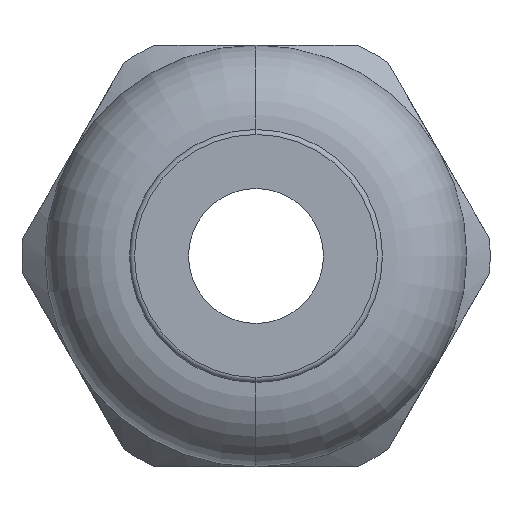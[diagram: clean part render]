
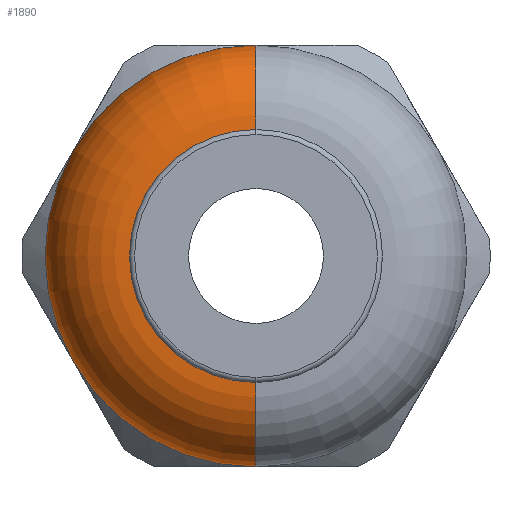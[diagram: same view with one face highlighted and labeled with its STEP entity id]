
A CAD part, left-side view. The second image highlights one B-rep face of the part: STEP entity #1890.
In plain terms, the highlighted toroidal (fillet/blend) face has major radius 5.715 mm and minor radius 3.81 mm.
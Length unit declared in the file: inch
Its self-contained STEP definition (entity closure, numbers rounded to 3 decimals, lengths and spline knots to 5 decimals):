
#1831 = VERTEX_POINT ( 'NONE', #3335 ) ;
#1832 = ORIENTED_EDGE ( 'NONE', *, *, #1833, .T. ) ;
#1833 = EDGE_CURVE ( 'NONE', #1831, #1834, #3334, .T. ) ;
#1834 = VERTEX_POINT ( 'NONE', #3329 ) ;
#1835 = ORIENTED_EDGE ( 'NONE', *, *, #1836, .F. ) ;
#1836 = EDGE_CURVE ( 'NONE', #1895, #1834, #3328, .T. ) ;
#1890 = ADVANCED_FACE ( 'NONE', ( #3464 ), #3463, .T. ) ;
#1891 = EDGE_LOOP ( 'NONE', ( #1892, #1896, #1832, #1835 ) ) ;
#1892 = ORIENTED_EDGE ( 'NONE', *, *, #1893, .F. ) ;
#1893 = EDGE_CURVE ( 'NONE', #1894, #1895, #3457, .T. ) ;
#1894 = VERTEX_POINT ( 'NONE', #3453 ) ;
#1895 = VERTEX_POINT ( 'NONE', #3452 ) ;
#1896 = ORIENTED_EDGE ( 'NONE', *, *, #1897, .T. ) ;
#1897 = EDGE_CURVE ( 'NONE', #1894, #1831, #3450, .T. ) ;
#3324 = DIRECTION ( 'NONE',  ( 0., 0., -1. ) ) ;
#3325 = DIRECTION ( 'NONE',  ( 0., -1., 0. ) ) ;
#3326 = CARTESIAN_POINT ( 'NONE',  ( -1.03, 0., 0.225 ) ) ;
#3327 = AXIS2_PLACEMENT_3D ( 'NONE', #3326, #3325, #3324 ) ;
#3328 = CIRCLE ( 'NONE', #3327, 0.15 ) ;
#3329 = CARTESIAN_POINT ( 'NONE',  ( -1.18, 0., 0.225 ) ) ;
#3330 = DIRECTION ( 'NONE',  ( 0., 0., -1. ) ) ;
#3331 = DIRECTION ( 'NONE',  ( 1., 0., 0. ) ) ;
#3332 = CARTESIAN_POINT ( 'NONE',  ( -1.18, 0., 0. ) ) ;
#3333 = AXIS2_PLACEMENT_3D ( 'NONE', #3332, #3331, #3330 ) ;
#3334 = CIRCLE ( 'NONE', #3333, 0.225 ) ;
#3335 = CARTESIAN_POINT ( 'NONE',  ( -1.18, 0., -0.225 ) ) ;
#3446 = DIRECTION ( 'NONE',  ( 0., 0., 1. ) ) ;
#3447 = DIRECTION ( 'NONE',  ( 0., 1., 0. ) ) ;
#3448 = CARTESIAN_POINT ( 'NONE',  ( -1.03, 0., -0.225 ) ) ;
#3449 = AXIS2_PLACEMENT_3D ( 'NONE', #3448, #3447, #3446 ) ;
#3450 = CIRCLE ( 'NONE', #3449, 0.15 ) ;
#3452 = CARTESIAN_POINT ( 'NONE',  ( -1.03, 0., 0.375 ) ) ;
#3453 = CARTESIAN_POINT ( 'NONE',  ( -1.03, 0., -0.375 ) ) ;
#3454 = DIRECTION ( 'NONE',  ( 0., 0., 1. ) ) ;
#3455 = DIRECTION ( 'NONE',  ( 1., 0., 0. ) ) ;
#3456 = AXIS2_PLACEMENT_3D ( 'NONE', #3462, #3455, #3454 ) ;
#3457 = CIRCLE ( 'NONE', #3456, 0.375 ) ;
#3458 = DIRECTION ( 'NONE',  ( 0., 0., 1. ) ) ;
#3459 = DIRECTION ( 'NONE',  ( -1., 0., 0. ) ) ;
#3460 = CARTESIAN_POINT ( 'NONE',  ( -1.03, 0., 0. ) ) ;
#3461 = AXIS2_PLACEMENT_3D ( 'NONE', #3460, #3459, #3458 ) ;
#3462 = CARTESIAN_POINT ( 'NONE',  ( -1.03, 0., 0. ) ) ;
#3463 = TOROIDAL_SURFACE ( 'NONE', #3461, 0.225, 0.15 ) ;
#3464 = FACE_OUTER_BOUND ( 'NONE', #1891, .T. ) ;
